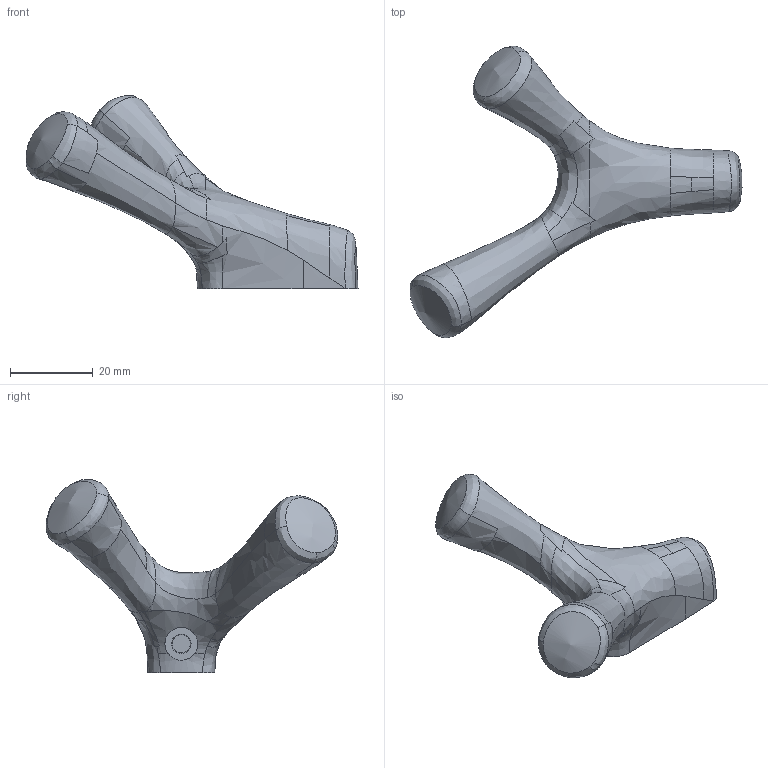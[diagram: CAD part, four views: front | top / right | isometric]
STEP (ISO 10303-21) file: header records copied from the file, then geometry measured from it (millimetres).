
FILE_DESCRIPTION(/* description */ (''),/* implementation_level */ '2;1');
FILE_NAME(/* name */ 'sdq2317 chanpin.stp',/* time_stamp */ '2023-06-15T11:51:36+08:00',/* author */ (''),/* organization */ (''),/* preprocessor_version */ 'ST-DEVELOPER v14',/* originating_system */ 'SIEMENS PLM Software NX 8.0',/* authorisation */ '');
FILE_SCHEMA (('AP203_CONFIGURATION_CONTROLLED_3D_DESIGN_OF_MECHANICAL_PARTS_AND_ASSEMBLIES_MIM_LF { 1 0 10303 403 2 1 2}'));
Length unit declared in the file: millimetre
Products named in the file (1): Admi2C70CA279v44
Bounding box: 80.35 x 70.61 x 46.83 mm (x, y, z)
Volume: 20020.9 mm3; surface area: 8207.7 mm2
Topology: 1 solids, 1 shells, 92 faces, 279 edges, 189 vertices
Faces by surface type: bspline 69, plane 15, cylinder 6, cone 2
Full cylindrical faces by diameter (mm): 4.378 x1, 7.96 x1
Entity records: 14378 total; most frequent: CARTESIAN_POINT 12381, ORIENTED_EDGE 546, EDGE_CURVE 273, B_SPLINE_CURVE_WITH_KNOTS 206, VERTEX_POINT 187, DIRECTION 154, EDGE_LOOP 98, ADVANCED_FACE 92
